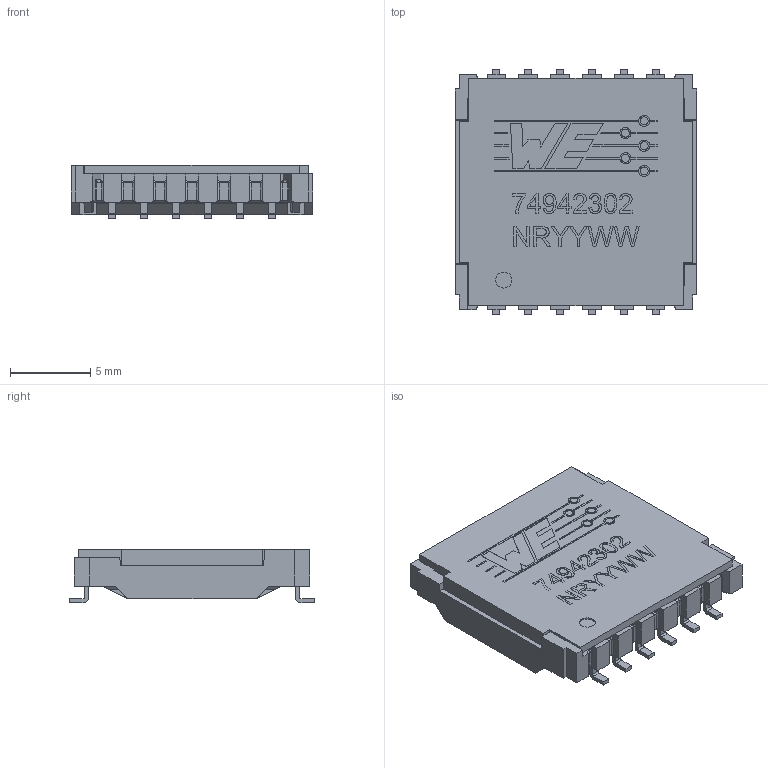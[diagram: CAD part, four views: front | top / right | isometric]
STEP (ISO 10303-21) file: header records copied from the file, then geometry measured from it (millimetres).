
FILE_DESCRIPTION(/* description */ ('Unknown'),/* implementation_level */ '2;1');
FILE_NAME(/* name */ '74942302',/* time_stamp */ '2020-09-03T14:17:39+02:00',/* author */ ('Unknown'),/* organization */ ('Unknown'),/* preprocessor_version */ 'ST-DEVELOPER v16.7',/* originating_system */ 'DEX',/* authorisation */ $);
FILE_SCHEMA (('AUTOMOTIVE_DESIGN {1 0 10303 214 3 1 1}'));
Length unit declared in the file: millimetre
Products named in the file (3): 74942302; case-B_0; base_0
Assembly tree (2 placements, depth 2):
  74942302
    case-B_0
    base_0
Bounding box: 15.1 x 15.3 x 3.35 mm (x, y, z)
Volume: 351.7 mm3; surface area: 1315.5 mm2
Topology: 2 solids, 2 shells, 933 faces, 2478 edges, 1584 vertices
Faces by surface type: plane 536, cylinder 241, torus 84, bspline 68, sphere 4
Full cylindrical faces by diameter (mm): 0.5 x5, 1 x1
Entity records: 37000 total; most frequent: CARTESIAN_POINT 8004, ORIENTED_EDGE 4930, DIRECTION 4269, EDGE_CURVE 2465, VERTEX_POINT 1584, LINE 1511, VECTOR 1511, AXIS2_PLACEMENT_3D 1379
